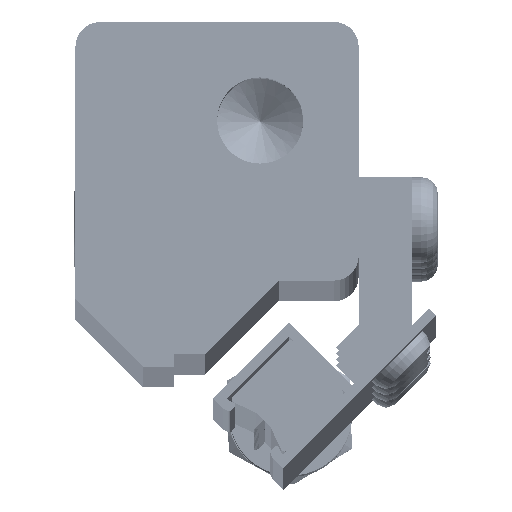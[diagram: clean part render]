
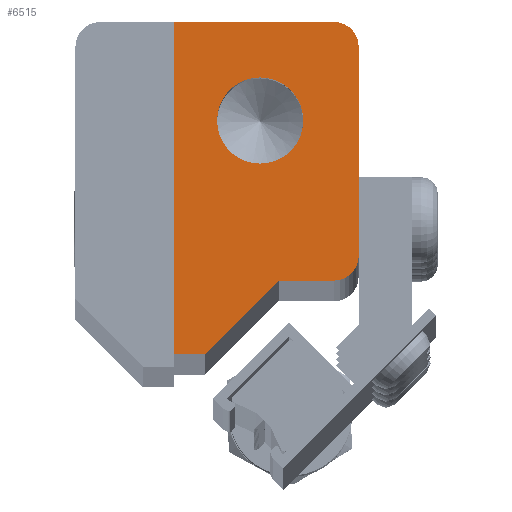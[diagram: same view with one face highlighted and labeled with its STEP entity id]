
A CAD part, top view. The second image highlights one B-rep face of the part: STEP entity #6515.
In plain terms, the highlighted planar face has unit normal (0, 0, 1).
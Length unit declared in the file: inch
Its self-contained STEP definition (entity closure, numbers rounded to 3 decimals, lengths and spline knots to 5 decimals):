
#639=LINE('',#10229,#901);
#643=LINE('',#10473,#905);
#647=LINE('',#10481,#909);
#650=LINE('',#10487,#912);
#653=LINE('',#10493,#915);
#657=LINE('',#10507,#919);
#901=VECTOR('',#8048,0.3937);
#905=VECTOR('',#8348,0.3937);
#909=VECTOR('',#8354,0.3937);
#912=VECTOR('',#8359,0.3937);
#915=VECTOR('',#8364,0.3937);
#919=VECTOR('',#8382,0.3937);
#1170=PLANE('',#7210);
#1470=FACE_BOUND('',#2565,.T.);
#2002=FACE_OUTER_BOUND('',#2564,.T.);
#2564=EDGE_LOOP('',(#5156,#5157,#5158,#5159,#5160,#5161,#5162,#5163));
#2565=EDGE_LOOP('',(#5164));
#3201=CIRCLE('',#7034,0.21875);
#3296=CIRCLE('',#7203,0.125);
#3298=CIRCLE('',#7206,0.125);
#3594=VERTEX_POINT('',#10199);
#3605=VERTEX_POINT('',#10227);
#3606=VERTEX_POINT('',#10228);
#3697=VERTEX_POINT('',#10471);
#3698=VERTEX_POINT('',#10472);
#3701=VERTEX_POINT('',#10480);
#3703=VERTEX_POINT('',#10486);
#3705=VERTEX_POINT('',#10492);
#3707=VERTEX_POINT('',#10501);
#4188=EDGE_CURVE('',#3594,#3594,#3201,.T.);
#4199=EDGE_CURVE('',#3605,#3606,#639,.T.);
#4291=EDGE_CURVE('',#3697,#3698,#643,.T.);
#4295=EDGE_CURVE('',#3698,#3701,#647,.T.);
#4298=EDGE_CURVE('',#3701,#3703,#650,.T.);
#4301=EDGE_CURVE('',#3703,#3705,#653,.T.);
#4304=EDGE_CURVE('',#3705,#3605,#3296,.T.);
#4306=EDGE_CURVE('',#3606,#3707,#3298,.T.);
#4309=EDGE_CURVE('',#3707,#3697,#657,.T.);
#5156=ORIENTED_EDGE('',*,*,#4291,.F.);
#5157=ORIENTED_EDGE('',*,*,#4309,.F.);
#5158=ORIENTED_EDGE('',*,*,#4306,.F.);
#5159=ORIENTED_EDGE('',*,*,#4199,.F.);
#5160=ORIENTED_EDGE('',*,*,#4304,.F.);
#5161=ORIENTED_EDGE('',*,*,#4301,.F.);
#5162=ORIENTED_EDGE('',*,*,#4298,.F.);
#5163=ORIENTED_EDGE('',*,*,#4295,.F.);
#5164=ORIENTED_EDGE('',*,*,#4188,.T.);
#6515=ADVANCED_FACE('',(#2002,#1470),#1170,.T.);
#7034=AXIS2_PLACEMENT_3D('',#10200,#8014,#8015);
#7203=AXIS2_PLACEMENT_3D('',#10498,#8369,#8370);
#7206=AXIS2_PLACEMENT_3D('',#10502,#8375,#8376);
#7210=AXIS2_PLACEMENT_3D('',#10510,#8386,#8387);
#8014=DIRECTION('center_axis',(0.,0.,-1.));
#8015=DIRECTION('ref_axis',(1.,0.,0.));
#8048=DIRECTION('',(0.,-1.,0.));
#8348=DIRECTION('',(-0.707,-0.707,0.));
#8354=DIRECTION('',(-1.,0.,0.));
#8359=DIRECTION('',(0.,1.,0.));
#8364=DIRECTION('',(1.,0.,0.));
#8369=DIRECTION('center_axis',(0.,0.,-1.));
#8370=DIRECTION('ref_axis',(1.,0.,0.));
#8375=DIRECTION('center_axis',(0.,0.,-1.));
#8376=DIRECTION('ref_axis',(0.,-1.,0.));
#8382=DIRECTION('',(-1.,0.,0.));
#8386=DIRECTION('center_axis',(0.,0.,1.));
#8387=DIRECTION('ref_axis',(1.,0.,0.));
#10199=CARTESIAN_POINT('',(0.625,0.8125,60.));
#10200=CARTESIAN_POINT('Origin',(0.40625,0.8125,60.));
#10227=CARTESIAN_POINT('',(0.90625,1.1875,60.));
#10228=CARTESIAN_POINT('',(0.90625,0.125,60.));
#10229=CARTESIAN_POINT('',(0.90625,0.125,60.));
#10471=CARTESIAN_POINT('',(0.5,0.,60.));
#10472=CARTESIAN_POINT('',(0.125,-0.375,60.));
#10473=CARTESIAN_POINT('',(0.125,-0.375,60.));
#10480=CARTESIAN_POINT('',(-0.03125,-0.375,60.));
#10481=CARTESIAN_POINT('',(-0.03125,-0.375,60.));
#10486=CARTESIAN_POINT('',(-0.03125,1.3125,60.));
#10487=CARTESIAN_POINT('',(-0.03125,1.3125,60.));
#10492=CARTESIAN_POINT('',(0.78125,1.3125,60.));
#10493=CARTESIAN_POINT('',(0.78125,1.3125,60.));
#10498=CARTESIAN_POINT('Origin',(0.78125,1.1875,60.));
#10501=CARTESIAN_POINT('',(0.78125,0.,60.));
#10502=CARTESIAN_POINT('Origin',(0.78125,0.125,60.));
#10507=CARTESIAN_POINT('',(0.5,0.,60.));
#10510=CARTESIAN_POINT('Origin',(0.38705,0.53917,60.));
